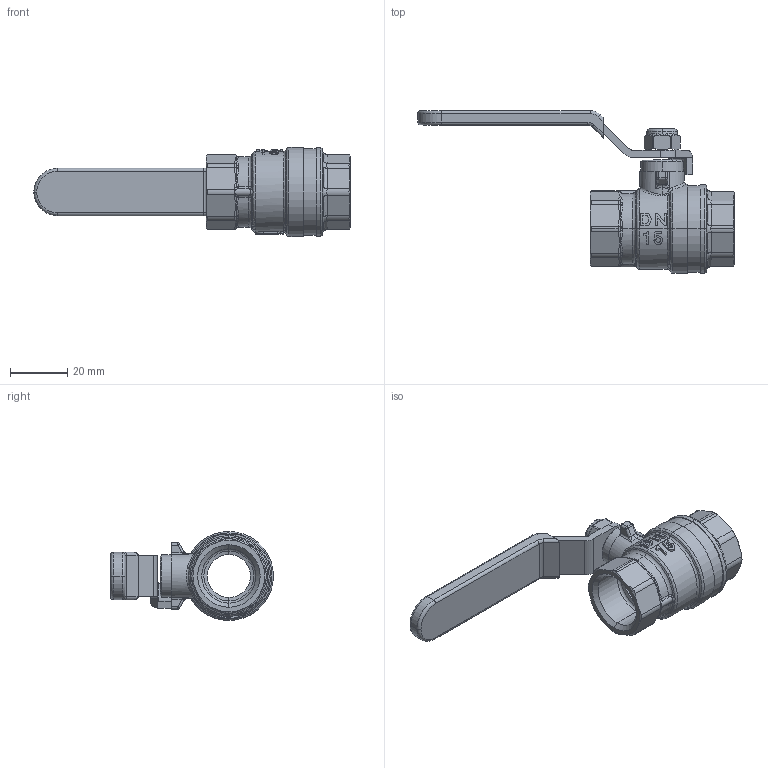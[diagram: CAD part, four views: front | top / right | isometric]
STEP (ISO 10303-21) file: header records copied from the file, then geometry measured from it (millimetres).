
FILE_DESCRIPTION (( 'STEP AP203' ), '1' );
FILE_NAME ('0811N404-surface.step', '2011-08-30T07:55:50', ( ' ' ), ( '' ), 'SwSTEP 2.0', 'SolidWorks 2011', '' );
FILE_SCHEMA (( 'CONFIG_CONTROL_DESIGN' ));
Length unit declared in the file: millimetre
Products named in the file (1): 0811N404-surface
Bounding box: 110.08 x 56.67 x 31 mm (x, y, z)
Surface area: 12437.8 mm2 (no closed solid volume)
Topology: 0 solids, 7 shells, 517 faces, 1369 edges, 839 vertices
Faces by surface type: plane 181, cylinder 124, bspline 108, cone 54, torus 42, sphere 8
Entity records: 18943 total; most frequent: CARTESIAN_POINT 7634, ORIENTED_EDGE 2601, DIRECTION 2038, EDGE_CURVE 1347, VERTEX_POINT 839, AXIS2_PLACEMENT_3D 804, EDGE_LOOP 535, FACE_OUTER_BOUND 517
